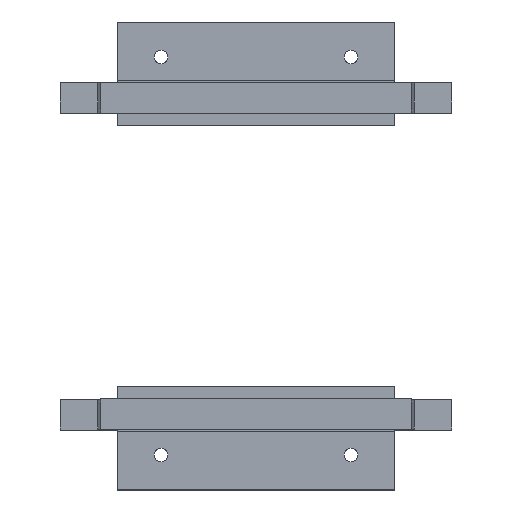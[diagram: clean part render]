
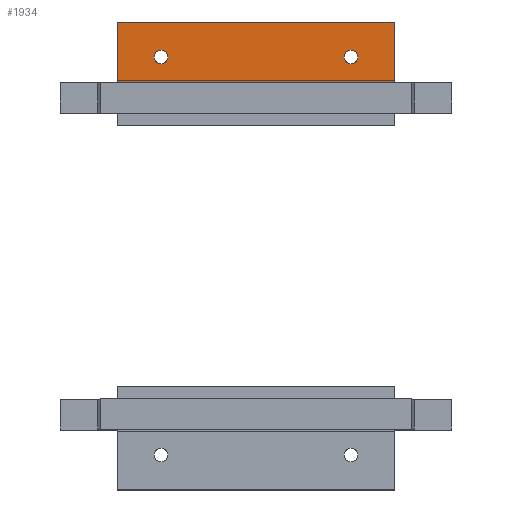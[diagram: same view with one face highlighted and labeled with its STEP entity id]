
A CAD part, top view. The second image highlights one B-rep face of the part: STEP entity #1934.
In plain terms, the highlighted planar face has unit normal (0, 0, 1).
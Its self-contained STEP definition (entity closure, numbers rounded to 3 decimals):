
#28 = VERTEX_POINT ( 'NONE', #2419 ) ;
#59 = FACE_BOUND ( 'NONE', #2461, .T. ) ;
#75 = AXIS2_PLACEMENT_3D ( 'NONE', #1210, #1235, #1192 ) ;
#298 = AXIS2_PLACEMENT_3D ( 'NONE', #2501, #1268, #1758 ) ;
#301 = AXIS2_PLACEMENT_3D ( 'NONE', #627, #1515, #2463 ) ;
#313 = CARTESIAN_POINT ( 'NONE',  ( 60., 25.75, 102.4 ) ) ;
#318 = DIRECTION ( 'NONE',  ( -1., 0., 0. ) ) ;
#320 = AXIS2_PLACEMENT_3D ( 'NONE', #506, #716, #1295 ) ;
#326 = AXIS2_PLACEMENT_3D ( 'NONE', #313, #584, #2065 ) ;
#336 = CARTESIAN_POINT ( 'NONE',  ( 87.5, 9.75, 102.4 ) ) ;
#474 = DIRECTION ( 'NONE',  ( 0., -1., 0. ) ) ;
#499 = EDGE_CURVE ( 'NONE', #1648, #2157, #1734, .T. ) ;
#506 = CARTESIAN_POINT ( 'NONE',  ( -60., 25.75, 102.4 ) ) ;
#534 = EDGE_CURVE ( 'NONE', #1748, #2458, #1698, .T. ) ;
#584 = DIRECTION ( 'NONE',  ( 0., 0., 1. ) ) ;
#627 = CARTESIAN_POINT ( 'NONE',  ( 60., 25.75, 102.4 ) ) ;
#646 = EDGE_CURVE ( 'NONE', #1557, #1866, #1525, .T. ) ;
#665 = EDGE_CURVE ( 'NONE', #2157, #1648, #1486, .T. ) ;
#668 = EDGE_CURVE ( 'NONE', #2458, #1748, #1481, .T. ) ;
#673 = EDGE_CURVE ( 'NONE', #1866, #28, #1396, .T. ) ;
#678 = EDGE_CURVE ( 'NONE', #2160, #28, #1456, .T. ) ;
#686 = EDGE_CURVE ( 'NONE', #1557, #2160, #1477, .T. ) ;
#716 = DIRECTION ( 'NONE',  ( 0., 0., 1. ) ) ;
#827 = CARTESIAN_POINT ( 'NONE',  ( 87.5, 9.75, 102.4 ) ) ;
#904 = DIRECTION ( 'NONE',  ( 0., -1., 0. ) ) ;
#938 = FACE_BOUND ( 'NONE', #2521, .T. ) ;
#968 = CARTESIAN_POINT ( 'NONE',  ( 87.5, 47.75, 102.4 ) ) ;
#1144 = CARTESIAN_POINT ( 'NONE',  ( -55.75, 25.75, 102.4 ) ) ;
#1192 = DIRECTION ( 'NONE',  ( -1., 0., 0. ) ) ;
#1200 = PLANE ( 'NONE',  #75 ) ;
#1210 = CARTESIAN_POINT ( 'NONE',  ( 87.5, 9.75, 102.4 ) ) ;
#1235 = DIRECTION ( 'NONE',  ( 0., 0., -1. ) ) ;
#1268 = DIRECTION ( 'NONE',  ( 0., 0., 1. ) ) ;
#1295 = DIRECTION ( 'NONE',  ( 1., 0., 0. ) ) ;
#1361 = VECTOR ( 'NONE', #474, 1000. ) ;
#1391 = VECTOR ( 'NONE', #1925, 1000. ) ;
#1395 = VECTOR ( 'NONE', #904, 1000. ) ;
#1396 = LINE ( 'NONE', #2154, #1395 ) ;
#1402 = CARTESIAN_POINT ( 'NONE',  ( 87.5, 9.75, 102.4 ) ) ;
#1434 = CARTESIAN_POINT ( 'NONE',  ( -87.5, 47.75, 102.4 ) ) ;
#1456 = LINE ( 'NONE', #336, #1391 ) ;
#1460 = CARTESIAN_POINT ( 'NONE',  ( -64.25, 25.75, 102.4 ) ) ;
#1474 = CARTESIAN_POINT ( 'NONE',  ( 64.25, 25.75, 102.4 ) ) ;
#1477 = LINE ( 'NONE', #827, #1361 ) ;
#1481 = CIRCLE ( 'NONE', #298, 4.25 ) ;
#1486 = CIRCLE ( 'NONE', #301, 4.25 ) ;
#1491 = VECTOR ( 'NONE', #318, 1000. ) ;
#1515 = DIRECTION ( 'NONE',  ( 0., 0., 1. ) ) ;
#1525 = LINE ( 'NONE', #968, #1491 ) ;
#1557 = VERTEX_POINT ( 'NONE', #1807 ) ;
#1594 = CARTESIAN_POINT ( 'NONE',  ( 55.75, 25.75, 102.4 ) ) ;
#1648 = VERTEX_POINT ( 'NONE', #1594 ) ;
#1698 = CIRCLE ( 'NONE', #320, 4.25 ) ;
#1734 = CIRCLE ( 'NONE', #326, 4.25 ) ;
#1748 = VERTEX_POINT ( 'NONE', #1460 ) ;
#1758 = DIRECTION ( 'NONE',  ( 1., 0., 0. ) ) ;
#1807 = CARTESIAN_POINT ( 'NONE',  ( 87.5, 47.75, 102.4 ) ) ;
#1820 = EDGE_LOOP ( 'NONE', ( #2243, #2259, #2266, #2267 ) ) ;
#1866 = VERTEX_POINT ( 'NONE', #1434 ) ;
#1925 = DIRECTION ( 'NONE',  ( -1., 0., 0. ) ) ;
#1934 = ADVANCED_FACE ( 'NONE', ( #938, #59, #2185 ), #1200, .F. ) ;
#2065 = DIRECTION ( 'NONE',  ( -1., 0., 0. ) ) ;
#2154 = CARTESIAN_POINT ( 'NONE',  ( -87.5, 9.75, 102.4 ) ) ;
#2157 = VERTEX_POINT ( 'NONE', #1474 ) ;
#2160 = VERTEX_POINT ( 'NONE', #1402 ) ;
#2185 = FACE_OUTER_BOUND ( 'NONE', #1820, .T. ) ;
#2215 = ORIENTED_EDGE ( 'NONE', *, *, #665, .F. ) ;
#2216 = ORIENTED_EDGE ( 'NONE', *, *, #499, .F. ) ;
#2236 = ORIENTED_EDGE ( 'NONE', *, *, #668, .F. ) ;
#2239 = ORIENTED_EDGE ( 'NONE', *, *, #534, .F. ) ;
#2243 = ORIENTED_EDGE ( 'NONE', *, *, #673, .T. ) ;
#2259 = ORIENTED_EDGE ( 'NONE', *, *, #678, .F. ) ;
#2266 = ORIENTED_EDGE ( 'NONE', *, *, #686, .F. ) ;
#2267 = ORIENTED_EDGE ( 'NONE', *, *, #646, .T. ) ;
#2419 = CARTESIAN_POINT ( 'NONE',  ( -87.5, 9.75, 102.4 ) ) ;
#2458 = VERTEX_POINT ( 'NONE', #1144 ) ;
#2461 = EDGE_LOOP ( 'NONE', ( #2236, #2239 ) ) ;
#2463 = DIRECTION ( 'NONE',  ( -1., 0., 0. ) ) ;
#2501 = CARTESIAN_POINT ( 'NONE',  ( -60., 25.75, 102.4 ) ) ;
#2521 = EDGE_LOOP ( 'NONE', ( #2215, #2216 ) ) ;
